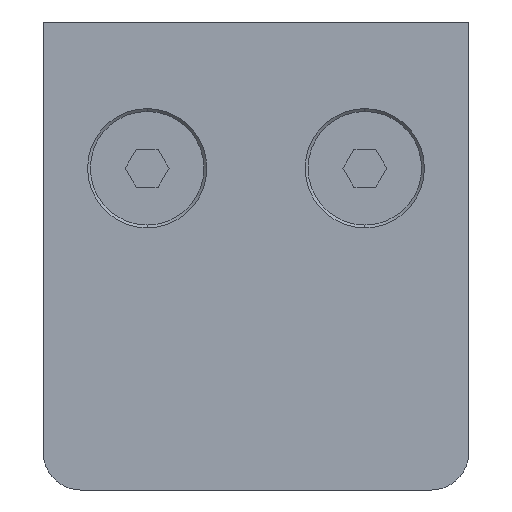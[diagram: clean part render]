
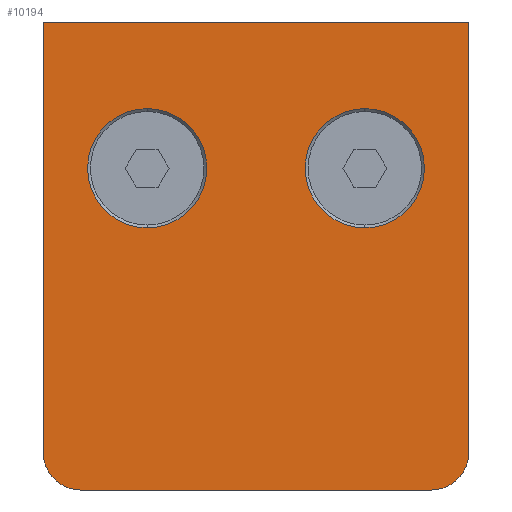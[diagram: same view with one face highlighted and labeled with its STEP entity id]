
A CAD part, front view. The second image highlights one B-rep face of the part: STEP entity #10194.
In plain terms, the highlighted planar face has unit normal (0, -1, 0).
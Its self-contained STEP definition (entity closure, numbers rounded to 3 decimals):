
#140 = ORIENTED_EDGE ( 'NONE', *, *, #14601, .F. ) ;
#305 = ORIENTED_EDGE ( 'NONE', *, *, #23502, .F. ) ;
#931 = CARTESIAN_POINT ( 'NONE',  ( -18.5, 0.5, -45. ) ) ;
#946 = CARTESIAN_POINT ( 'NONE',  ( 22.5, 0.5, -41. ) ) ;
#1332 = DIRECTION ( 'NONE',  ( 0., 0., -1. ) ) ;
#1685 = CARTESIAN_POINT ( 'NONE',  ( 22.5, 0.5, 4.454 ) ) ;
#1925 = CARTESIAN_POINT ( 'NONE',  ( -11.5, 0.5, -17.3 ) ) ;
#2025 = CARTESIAN_POINT ( 'NONE',  ( 11.5, 0.5, -17.3 ) ) ;
#2460 = LINE ( 'NONE', #9944, #17903 ) ;
#2513 = DIRECTION ( 'NONE',  ( -1., 0., 0. ) ) ;
#2661 = CARTESIAN_POINT ( 'NONE',  ( -22.5, 0.5, 4.454 ) ) ;
#2730 = CARTESIAN_POINT ( 'NONE',  ( -22.5, 0.5, -41. ) ) ;
#2968 = DIRECTION ( 'NONE',  ( 0., 1., 0. ) ) ;
#3036 = CARTESIAN_POINT ( 'NONE',  ( 11.5, 0.5, -4.7 ) ) ;
#3244 = EDGE_CURVE ( 'NONE', #4127, #10094, #14102, .T. ) ;
#3387 = FACE_OUTER_BOUND ( 'NONE', #3734, .T. ) ;
#3502 = CARTESIAN_POINT ( 'NONE',  ( 18.5, 0.5, -41. ) ) ;
#3734 = EDGE_LOOP ( 'NONE', ( #5342, #17029, #140, #14368, #15113, #22410 ) ) ;
#3992 = CIRCLE ( 'NONE', #18986, 4. ) ;
#4127 = VERTEX_POINT ( 'NONE', #1685 ) ;
#4838 = CIRCLE ( 'NONE', #21436, 4. ) ;
#5293 = FACE_BOUND ( 'NONE', #11129, .T. ) ;
#5342 = ORIENTED_EDGE ( 'NONE', *, *, #7929, .F. ) ;
#5536 = PLANE ( 'NONE',  #14205 ) ;
#5660 = DIRECTION ( 'NONE',  ( 0., 0., -1. ) ) ;
#5923 = VERTEX_POINT ( 'NONE', #2730 ) ;
#6073 = VERTEX_POINT ( 'NONE', #931 ) ;
#6990 = DIRECTION ( 'NONE',  ( 0., -1., 0. ) ) ;
#7067 = CARTESIAN_POINT ( 'NONE',  ( 18.5, 0.5, -45. ) ) ;
#7069 = EDGE_CURVE ( 'NONE', #24188, #17693, #15739, .T. ) ;
#7353 = EDGE_CURVE ( 'NONE', #6073, #5923, #3992, .T. ) ;
#7439 = DIRECTION ( 'NONE',  ( 0., 1., 0. ) ) ;
#7444 = CARTESIAN_POINT ( 'NONE',  ( -18.5, 0.5, -41. ) ) ;
#7929 = EDGE_CURVE ( 'NONE', #5923, #12011, #17741, .T. ) ;
#8076 = CARTESIAN_POINT ( 'NONE',  ( -11.5, 0.5, -11. ) ) ;
#8104 = CARTESIAN_POINT ( 'NONE',  ( -22.5, 0.5, 0. ) ) ;
#8443 = DIRECTION ( 'NONE',  ( 0., -1., 0. ) ) ;
#9944 = CARTESIAN_POINT ( 'NONE',  ( 0., 0.5, 4.454 ) ) ;
#10073 = DIRECTION ( 'NONE',  ( 1., 0., 0. ) ) ;
#10094 = VERTEX_POINT ( 'NONE', #946 ) ;
#10194 = ADVANCED_FACE ( 'NONE', ( #5293, #24802, #3387 ), #5536, .T. ) ;
#10499 = CARTESIAN_POINT ( 'NONE',  ( -18.5, 0.5, -45. ) ) ;
#10683 = CARTESIAN_POINT ( 'NONE',  ( 22.5, 0.5, 0. ) ) ;
#10752 = EDGE_CURVE ( 'NONE', #17693, #24188, #14227, .T. ) ;
#11129 = EDGE_LOOP ( 'NONE', ( #14671, #20513 ) ) ;
#11638 = CARTESIAN_POINT ( 'NONE',  ( -11.5, 0.5, -4.7 ) ) ;
#11686 = AXIS2_PLACEMENT_3D ( 'NONE', #19863, #8443, #15807 ) ;
#11773 = AXIS2_PLACEMENT_3D ( 'NONE', #20541, #6990, #18882 ) ;
#12011 = VERTEX_POINT ( 'NONE', #2661 ) ;
#12161 = LINE ( 'NONE', #10499, #19934 ) ;
#12403 = EDGE_CURVE ( 'NONE', #12011, #4127, #2460, .T. ) ;
#14041 = DIRECTION ( 'NONE',  ( 0., -1., 0. ) ) ;
#14102 = LINE ( 'NONE', #10683, #19265 ) ;
#14205 = AXIS2_PLACEMENT_3D ( 'NONE', #7444, #16957, #14681 ) ;
#14227 = CIRCLE ( 'NONE', #24368, 6.3 ) ;
#14368 = ORIENTED_EDGE ( 'NONE', *, *, #21696, .F. ) ;
#14601 = EDGE_CURVE ( 'NONE', #21592, #6073, #12161, .T. ) ;
#14671 = ORIENTED_EDGE ( 'NONE', *, *, #7069, .F. ) ;
#14681 = DIRECTION ( 'NONE',  ( 0., 0., -1. ) ) ;
#14975 = ORIENTED_EDGE ( 'NONE', *, *, #21173, .F. ) ;
#15113 = ORIENTED_EDGE ( 'NONE', *, *, #3244, .F. ) ;
#15342 = VECTOR ( 'NONE', #15847, 1000. ) ;
#15420 = VERTEX_POINT ( 'NONE', #1925 ) ;
#15739 = CIRCLE ( 'NONE', #11686, 6.3 ) ;
#15807 = DIRECTION ( 'NONE',  ( 0., 0., -1. ) ) ;
#15847 = DIRECTION ( 'NONE',  ( 0., 0., 1. ) ) ;
#16390 = CARTESIAN_POINT ( 'NONE',  ( 11.5, 0.5, -11. ) ) ;
#16673 = CARTESIAN_POINT ( 'NONE',  ( -18.5, 0.5, -41. ) ) ;
#16957 = DIRECTION ( 'NONE',  ( 0., -1., 0. ) ) ;
#17029 = ORIENTED_EDGE ( 'NONE', *, *, #7353, .F. ) ;
#17693 = VERTEX_POINT ( 'NONE', #3036 ) ;
#17741 = LINE ( 'NONE', #8104, #15342 ) ;
#17903 = VECTOR ( 'NONE', #10073, 1000. ) ;
#18583 = AXIS2_PLACEMENT_3D ( 'NONE', #8076, #14041, #1332 ) ;
#18882 = DIRECTION ( 'NONE',  ( 0., 0., -1. ) ) ;
#18986 = AXIS2_PLACEMENT_3D ( 'NONE', #16673, #2968, #24138 ) ;
#19265 = VECTOR ( 'NONE', #22349, 1000. ) ;
#19863 = CARTESIAN_POINT ( 'NONE',  ( 11.5, 0.5, -11. ) ) ;
#19934 = VECTOR ( 'NONE', #2513, 1000. ) ;
#20059 = DIRECTION ( 'NONE',  ( 0., -1., 0. ) ) ;
#20513 = ORIENTED_EDGE ( 'NONE', *, *, #10752, .F. ) ;
#20541 = CARTESIAN_POINT ( 'NONE',  ( -11.5, 0.5, -11. ) ) ;
#20928 = VERTEX_POINT ( 'NONE', #11638 ) ;
#21173 = EDGE_CURVE ( 'NONE', #15420, #20928, #23851, .T. ) ;
#21436 = AXIS2_PLACEMENT_3D ( 'NONE', #3502, #7439, #5660 ) ;
#21592 = VERTEX_POINT ( 'NONE', #7067 ) ;
#21696 = EDGE_CURVE ( 'NONE', #10094, #21592, #4838, .T. ) ;
#22349 = DIRECTION ( 'NONE',  ( 0., 0., -1. ) ) ;
#22410 = ORIENTED_EDGE ( 'NONE', *, *, #12403, .F. ) ;
#22717 = CIRCLE ( 'NONE', #11773, 6.3 ) ;
#23502 = EDGE_CURVE ( 'NONE', #20928, #15420, #22717, .T. ) ;
#23736 = EDGE_LOOP ( 'NONE', ( #14975, #305 ) ) ;
#23851 = CIRCLE ( 'NONE', #18583, 6.3 ) ;
#23995 = DIRECTION ( 'NONE',  ( 0., 0., -1. ) ) ;
#24138 = DIRECTION ( 'NONE',  ( 0., 0., -1. ) ) ;
#24188 = VERTEX_POINT ( 'NONE', #2025 ) ;
#24368 = AXIS2_PLACEMENT_3D ( 'NONE', #16390, #20059, #23995 ) ;
#24802 = FACE_BOUND ( 'NONE', #23736, .T. ) ;
